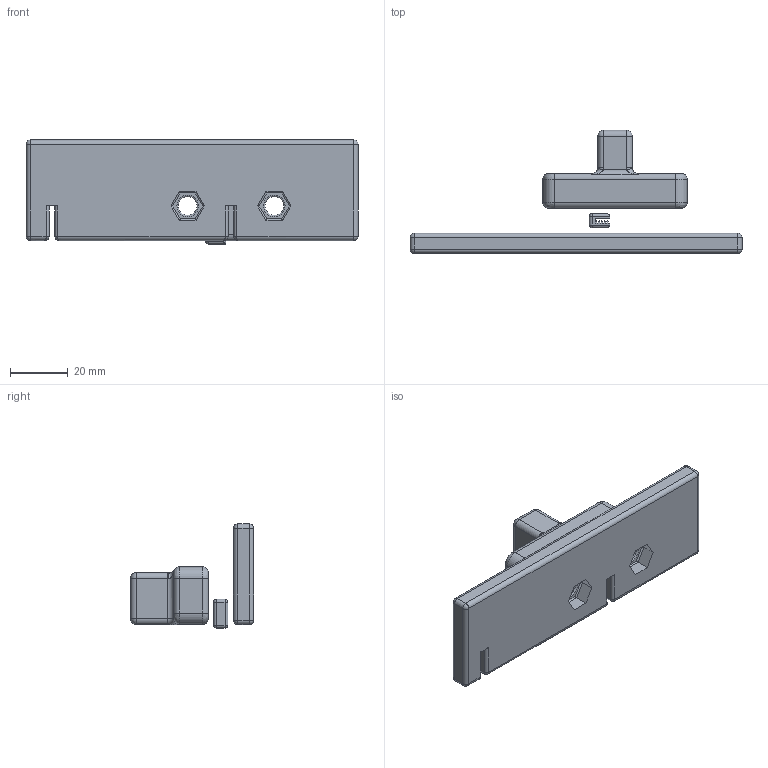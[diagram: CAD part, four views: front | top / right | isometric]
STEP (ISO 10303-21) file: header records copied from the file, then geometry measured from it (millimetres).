
FILE_DESCRIPTION(/* description */ ('','CAx-IF Rec.Pracs.---Representation and Presentation of Product Manufacturing Information (PMI)---4.0---2014-10-13'),/* implementation_level */ '2;1');
FILE_NAME(/* name */ 'Guide_Tensioner.step',/* time_stamp */ '2024-12-16T17:47:54+09:00',/* author */ (''),/* organization */ (''),/* preprocessor_version */ 'ST-DEVELOPER v20',/* originating_system */ 'Autodesk Translation Framework v13.20.0.188',/* authorisation */ '');
FILE_SCHEMA (('AP242_MANAGED_MODEL_BASED_3D_ENGINEERING_MIM_LF { 1 0 10303 442 1 1 4 }'));
Length unit declared in the file: millimetre
Products named in the file (4): 제목 없음; Plate_1; Tensioner; End
Assembly tree (3 placements, depth 2):
  제목 없음
    Plate_1
    Tensioner
    End
Bounding box: 115 x 42.7 x 36.04 mm (x, y, z)
Volume: 39166.3 mm3; surface area: 15520.4 mm2
Topology: 3 solids, 3 shells, 201 faces, 481 edges, 276 vertices
Faces by surface type: cylinder 86, plane 69, bspline 18, sphere 16, torus 12
Full cylindrical faces by diameter (mm): 6.5 x2, 7 x2, 11 x2
Entity records: 6158 total; most frequent: CARTESIAN_POINT 1379, DIRECTION 1039, ORIENTED_EDGE 946, EDGE_CURVE 473, AXIS2_PLACEMENT_3D 384, VERTEX_POINT 276, LINE 271, VECTOR 271
